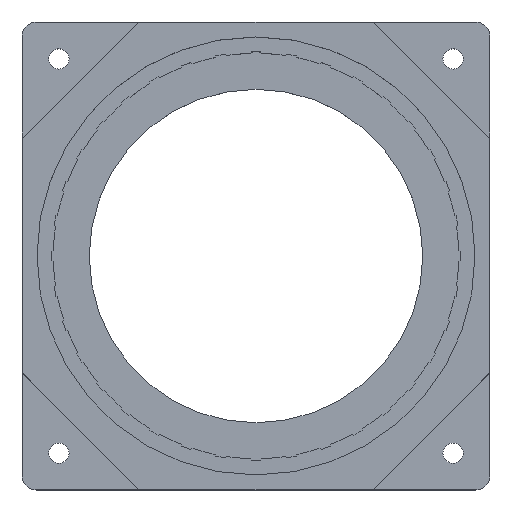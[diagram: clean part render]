
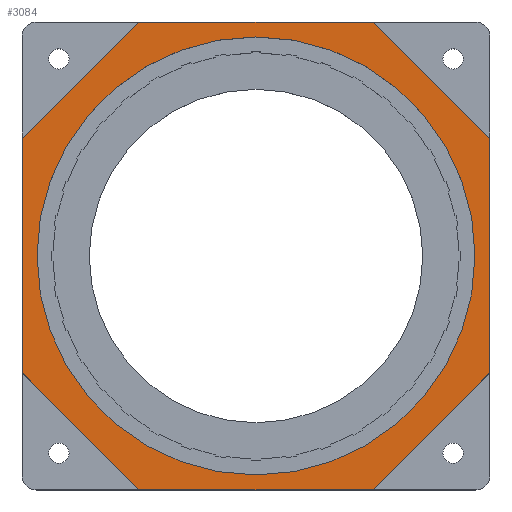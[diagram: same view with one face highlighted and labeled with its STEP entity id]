
A CAD part, top view. The second image highlights one B-rep face of the part: STEP entity #3084.
In plain terms, the highlighted planar face has unit normal (0, 0, 1).
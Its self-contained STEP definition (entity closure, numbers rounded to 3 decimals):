
#235=FACE_BOUND('',#455,.T.);
#255=PLANE('',#3274);
#280=FACE_OUTER_BOUND('',#454,.T.);
#454=EDGE_LOOP('',(#2089,#2090,#2091,#2092,#2093,#2094,#2095,#2096));
#455=EDGE_LOOP('',(#2097));
#620=LINE('',#4241,#810);
#626=LINE('',#4258,#816);
#636=LINE('',#4284,#826);
#648=LINE('',#4323,#838);
#651=LINE('',#4327,#841);
#652=LINE('',#4329,#842);
#653=LINE('',#4331,#843);
#654=LINE('',#4333,#844);
#810=VECTOR('',#3520,10.);
#816=VECTOR('',#3534,10.);
#826=VECTOR('',#3556,10.);
#838=VECTOR('',#3600,10.);
#841=VECTOR('',#3605,10.);
#842=VECTOR('',#3608,10.);
#843=VECTOR('',#3611,10.);
#844=VECTOR('',#3614,10.);
#1007=CIRCLE('',#3272,30.8);
#1165=VERTEX_POINT('',#4238);
#1166=VERTEX_POINT('',#4240);
#1172=VERTEX_POINT('',#4255);
#1173=VERTEX_POINT('',#4257);
#1182=VERTEX_POINT('',#4281);
#1183=VERTEX_POINT('',#4283);
#1193=VERTEX_POINT('',#4320);
#1194=VERTEX_POINT('',#4322);
#1195=VERTEX_POINT('',#4335);
#1499=EDGE_CURVE('',#1166,#1165,#620,.T.);
#1507=EDGE_CURVE('',#1173,#1172,#626,.T.);
#1520=EDGE_CURVE('',#1183,#1182,#636,.T.);
#1540=EDGE_CURVE('',#1194,#1193,#648,.T.);
#1543=EDGE_CURVE('',#1172,#1194,#651,.T.);
#1544=EDGE_CURVE('',#1182,#1173,#652,.T.);
#1545=EDGE_CURVE('',#1193,#1166,#653,.T.);
#1546=EDGE_CURVE('',#1165,#1183,#654,.T.);
#1547=EDGE_CURVE('',#1195,#1195,#1007,.T.);
#2089=ORIENTED_EDGE('',*,*,#1520,.T.);
#2090=ORIENTED_EDGE('',*,*,#1544,.T.);
#2091=ORIENTED_EDGE('',*,*,#1507,.T.);
#2092=ORIENTED_EDGE('',*,*,#1543,.T.);
#2093=ORIENTED_EDGE('',*,*,#1540,.T.);
#2094=ORIENTED_EDGE('',*,*,#1545,.T.);
#2095=ORIENTED_EDGE('',*,*,#1499,.T.);
#2096=ORIENTED_EDGE('',*,*,#1546,.T.);
#2097=ORIENTED_EDGE('',*,*,#1547,.T.);
#3084=ADVANCED_FACE('',(#280,#235),#255,.F.);
#3272=AXIS2_PLACEMENT_3D('',#4336,#3617,#3618);
#3274=AXIS2_PLACEMENT_3D('',#4340,#3622,#3623);
#3520=DIRECTION('',(1.,0.,0.));
#3534=DIRECTION('',(-1.,0.,0.));
#3556=DIRECTION('',(0.,1.,0.));
#3600=DIRECTION('',(0.,-1.,0.));
#3605=DIRECTION('',(-0.707,-0.707,0.));
#3608=DIRECTION('',(-0.707,0.707,0.));
#3611=DIRECTION('',(0.707,-0.707,0.));
#3614=DIRECTION('',(0.707,0.707,0.));
#3617=DIRECTION('center_axis',(0.,0.,-1.));
#3618=DIRECTION('ref_axis',(1.,0.,0.));
#3622=DIRECTION('center_axis',(0.,0.,-1.));
#3623=DIRECTION('ref_axis',(1.,0.,0.));
#4238=CARTESIAN_POINT('',(16.456,-32.9,1.5));
#4240=CARTESIAN_POINT('',(-16.456,-32.9,1.5));
#4241=CARTESIAN_POINT('',(24.675,-32.9,1.5));
#4255=CARTESIAN_POINT('',(-16.456,32.9,1.5));
#4257=CARTESIAN_POINT('',(16.456,32.9,1.5));
#4258=CARTESIAN_POINT('',(-24.675,32.9,1.5));
#4281=CARTESIAN_POINT('',(32.9,16.456,1.5));
#4283=CARTESIAN_POINT('',(32.9,-16.456,1.5));
#4284=CARTESIAN_POINT('',(32.9,24.675,1.5));
#4320=CARTESIAN_POINT('',(-32.9,-16.456,1.5));
#4322=CARTESIAN_POINT('',(-32.9,16.456,1.5));
#4323=CARTESIAN_POINT('',(-32.9,-24.675,1.5));
#4327=CARTESIAN_POINT('',(-20.567,28.789,1.5));
#4329=CARTESIAN_POINT('',(28.789,20.567,1.5));
#4331=CARTESIAN_POINT('',(-28.789,-20.567,1.5));
#4333=CARTESIAN_POINT('',(20.567,-28.789,1.5));
#4335=CARTESIAN_POINT('',(-30.8,0.,1.5));
#4336=CARTESIAN_POINT('Origin',(0.,0.,1.5));
#4340=CARTESIAN_POINT('Origin',(0.,0.,1.5));
